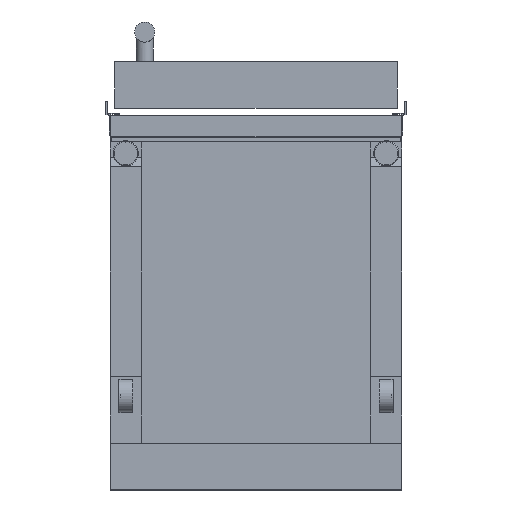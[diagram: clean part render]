
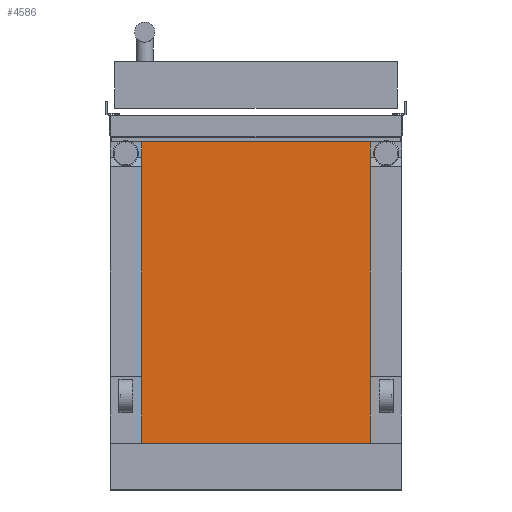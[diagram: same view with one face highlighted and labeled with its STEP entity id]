
A CAD part, front view. The second image highlights one B-rep face of the part: STEP entity #4586.
In plain terms, the highlighted planar face has unit normal (0, -1, 0).
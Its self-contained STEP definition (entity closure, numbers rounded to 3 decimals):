
#268 = DIRECTION ( 'NONE',  ( 0., 1., 0. ) ) ;
#290 = ORIENTED_EDGE ( 'NONE', *, *, #10777, .F. ) ;
#394 = CARTESIAN_POINT ( 'NONE',  ( -171., -990.85, -280. ) ) ;
#1040 = ORIENTED_EDGE ( 'NONE', *, *, #3726, .T. ) ;
#1546 = EDGE_CURVE ( 'NONE', #4481, #11470, #10731, .T. ) ;
#2143 = EDGE_CURVE ( 'NONE', #10033, #11233, #10630, .T. ) ;
#2207 = DIRECTION ( 'NONE',  ( -1., 0., 0. ) ) ;
#2318 = VECTOR ( 'NONE', #8086, 1000. ) ;
#3021 = DIRECTION ( 'NONE',  ( 0., 0., 1. ) ) ;
#3313 = CARTESIAN_POINT ( 'NONE',  ( -171., -990.85, 240. ) ) ;
#3726 = EDGE_CURVE ( 'NONE', #11233, #11470, #4797, .T. ) ;
#3968 = CARTESIAN_POINT ( 'NONE',  ( 171., -990.85, -210.4 ) ) ;
#4244 = CARTESIAN_POINT ( 'NONE',  ( -218., -990.85, -210.4 ) ) ;
#4425 = FACE_OUTER_BOUND ( 'NONE', #11974, .T. ) ;
#4481 = VERTEX_POINT ( 'NONE', #6918 ) ;
#4586 = ADVANCED_FACE ( 'NONE', ( #4425 ), #6125, .F. ) ;
#4797 = LINE ( 'NONE', #7003, #7073 ) ;
#5520 = CARTESIAN_POINT ( 'NONE',  ( 171., -990.85, 240. ) ) ;
#5966 = AXIS2_PLACEMENT_3D ( 'NONE', #394, #268, #7969 ) ;
#6125 = PLANE ( 'NONE',  #5966 ) ;
#6918 = CARTESIAN_POINT ( 'NONE',  ( -171., -990.85, -210.4 ) ) ;
#7003 = CARTESIAN_POINT ( 'NONE',  ( -171., -990.85, 240. ) ) ;
#7059 = ORIENTED_EDGE ( 'NONE', *, *, #2143, .T. ) ;
#7073 = VECTOR ( 'NONE', #2207, 1000. ) ;
#7699 = VECTOR ( 'NONE', #8051, 1000. ) ;
#7779 = LINE ( 'NONE', #4244, #2318 ) ;
#7969 = DIRECTION ( 'NONE',  ( 0., 0., 1. ) ) ;
#8051 = DIRECTION ( 'NONE',  ( 0., 0., 1. ) ) ;
#8086 = DIRECTION ( 'NONE',  ( -1., 0., 0. ) ) ;
#9450 = ORIENTED_EDGE ( 'NONE', *, *, #1546, .F. ) ;
#9855 = CARTESIAN_POINT ( 'NONE',  ( -171., -990.85, -280. ) ) ;
#10033 = VERTEX_POINT ( 'NONE', #3968 ) ;
#10630 = LINE ( 'NONE', #10784, #11380 ) ;
#10731 = LINE ( 'NONE', #9855, #7699 ) ;
#10777 = EDGE_CURVE ( 'NONE', #10033, #4481, #7779, .T. ) ;
#10784 = CARTESIAN_POINT ( 'NONE',  ( 171., -990.85, -280. ) ) ;
#11233 = VERTEX_POINT ( 'NONE', #5520 ) ;
#11380 = VECTOR ( 'NONE', #3021, 1000. ) ;
#11470 = VERTEX_POINT ( 'NONE', #3313 ) ;
#11974 = EDGE_LOOP ( 'NONE', ( #7059, #1040, #9450, #290 ) ) ;
